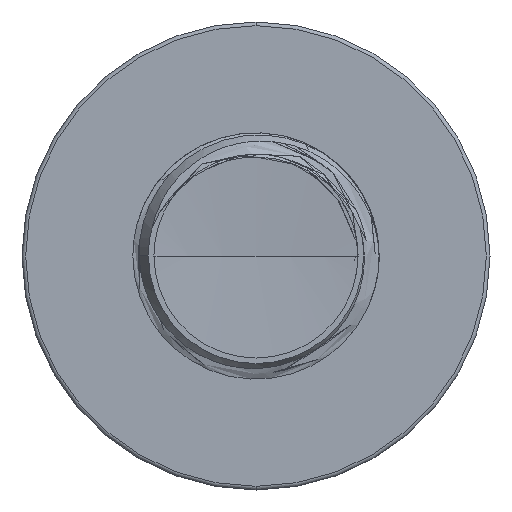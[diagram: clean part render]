
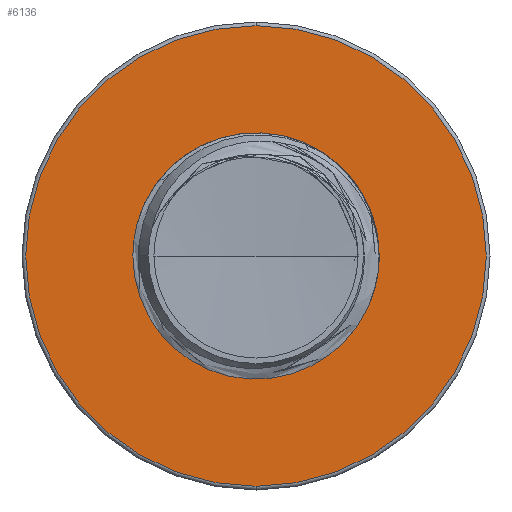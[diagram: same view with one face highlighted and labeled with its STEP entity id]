
A CAD part, front view. The second image highlights one B-rep face of the part: STEP entity #6136.
In plain terms, the highlighted planar face has unit normal (0, -1, 0).
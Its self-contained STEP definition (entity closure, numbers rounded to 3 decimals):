
#1514 = EDGE_CURVE ( 'NONE', #36496, #22477, #11723, .T. ) ;
#2304 = CIRCLE ( 'NONE', #32783, 4.675 ) ;
#3065 = DIRECTION ( 'NONE',  ( 0., -1., 0. ) ) ;
#3741 = ORIENTED_EDGE ( 'NONE', *, *, #11020, .F. ) ;
#4501 = DIRECTION ( 'NONE',  ( 0., -1., 0. ) ) ;
#5080 = ORIENTED_EDGE ( 'NONE', *, *, #20460, .F. ) ;
#5572 = CIRCLE ( 'NONE', #31371, 2.438 ) ;
#6136 = ADVANCED_FACE ( 'NONE', ( #6884, #8035 ), #26245, .T. ) ;
#6181 = CARTESIAN_POINT ( 'NONE',  ( 0., 17.5, -4.675 ) ) ;
#6841 = DIRECTION ( 'NONE',  ( 0., -1., 0. ) ) ;
#6884 = FACE_OUTER_BOUND ( 'NONE', #27415, .T. ) ;
#7318 = AXIS2_PLACEMENT_3D ( 'NONE', #38742, #37201, #37725 ) ;
#8035 = FACE_BOUND ( 'NONE', #34771, .T. ) ;
#8323 = ORIENTED_EDGE ( 'NONE', *, *, #20973, .T. ) ;
#10704 = AXIS2_PLACEMENT_3D ( 'NONE', #27260, #6841, #30591 ) ;
#11020 = EDGE_CURVE ( 'NONE', #27604, #28827, #25919, .T. ) ;
#11723 = CIRCLE ( 'NONE', #7318, 4.675 ) ;
#12909 = DIRECTION ( 'NONE',  ( 0., 0., -1. ) ) ;
#20460 = EDGE_CURVE ( 'NONE', #28827, #27604, #5572, .T. ) ;
#20973 = EDGE_CURVE ( 'NONE', #22477, #36496, #2304, .T. ) ;
#22384 = CARTESIAN_POINT ( 'NONE',  ( 0., 17.5, 2.438 ) ) ;
#22477 = VERTEX_POINT ( 'NONE', #39751 ) ;
#22783 = CARTESIAN_POINT ( 'NONE',  ( 0., 17.5, 2.438 ) ) ;
#23459 = CARTESIAN_POINT ( 'NONE',  ( 0., 17.5, 0. ) ) ;
#24842 = CARTESIAN_POINT ( 'NONE',  ( 0., 17.5, 0. ) ) ;
#25919 = CIRCLE ( 'NONE', #10704, 2.438 ) ;
#26245 = PLANE ( 'NONE',  #27830 ) ;
#26923 = DIRECTION ( 'NONE',  ( 0., 0., -1. ) ) ;
#27260 = CARTESIAN_POINT ( 'NONE',  ( 0., 17.5, 0. ) ) ;
#27415 = EDGE_LOOP ( 'NONE', ( #42078, #8323 ) ) ;
#27604 = VERTEX_POINT ( 'NONE', #22384 ) ;
#27830 = AXIS2_PLACEMENT_3D ( 'NONE', #22783, #32966, #12909 ) ;
#28316 = DIRECTION ( 'NONE',  ( 0., 0., -1. ) ) ;
#28827 = VERTEX_POINT ( 'NONE', #35879 ) ;
#30591 = DIRECTION ( 'NONE',  ( 0., 0., -1. ) ) ;
#31371 = AXIS2_PLACEMENT_3D ( 'NONE', #24842, #4501, #28316 ) ;
#32783 = AXIS2_PLACEMENT_3D ( 'NONE', #23459, #3065, #26923 ) ;
#32966 = DIRECTION ( 'NONE',  ( 0., -1., 0. ) ) ;
#34771 = EDGE_LOOP ( 'NONE', ( #5080, #3741 ) ) ;
#35879 = CARTESIAN_POINT ( 'NONE',  ( 0., 17.5, -2.438 ) ) ;
#36496 = VERTEX_POINT ( 'NONE', #6181 ) ;
#37201 = DIRECTION ( 'NONE',  ( 0., -1., 0. ) ) ;
#37725 = DIRECTION ( 'NONE',  ( 0., 0., -1. ) ) ;
#38742 = CARTESIAN_POINT ( 'NONE',  ( 0., 17.5, 0. ) ) ;
#39751 = CARTESIAN_POINT ( 'NONE',  ( 0., 17.5, 4.675 ) ) ;
#42078 = ORIENTED_EDGE ( 'NONE', *, *, #1514, .T. ) ;
